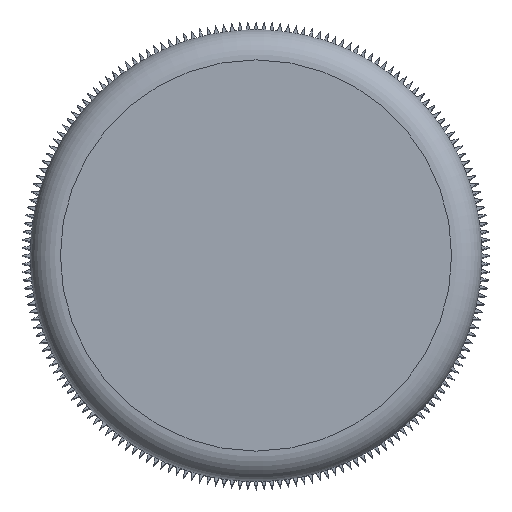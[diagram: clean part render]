
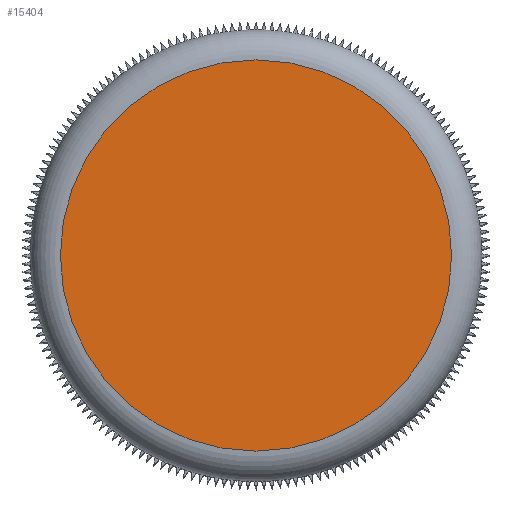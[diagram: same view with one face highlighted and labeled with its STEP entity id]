
A CAD part, top view. The second image highlights one B-rep face of the part: STEP entity #15404.
In plain terms, the highlighted planar face has unit normal (0, 0, 1).
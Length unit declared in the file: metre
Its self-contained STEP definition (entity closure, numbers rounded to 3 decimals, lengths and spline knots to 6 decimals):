
#17=PLANE('',#16686);
#1463=FACE_OUTER_BOUND('',#2371,.T.);
#2371=EDGE_LOOP('',(#11418));
#6171=CIRCLE('',#16687,0.0065);
#7258=VERTEX_POINT('',#25920);
#8886=EDGE_CURVE('',#7258,#7258,#6171,.T.);
#11418=ORIENTED_EDGE('',*,*,#8886,.T.);
#15404=ADVANCED_FACE('',(#1463),#17,.T.);
#16686=AXIS2_PLACEMENT_3D('',#25919,#19223,#19224);
#16687=AXIS2_PLACEMENT_3D('',#25921,#19225,#19226);
#19223=DIRECTION('center_axis',(0.,0.,1.));
#19224=DIRECTION('ref_axis',(1.,0.,0.));
#19225=DIRECTION('center_axis',(0.,0.,1.));
#19226=DIRECTION('ref_axis',(1.,0.,0.));
#25919=CARTESIAN_POINT('Origin',(0.019244,0.027364,
0.0301));
#25920=CARTESIAN_POINT('',(0.012744,0.027364,0.0301));
#25921=CARTESIAN_POINT('Origin',(0.019244,0.027364,
0.0301));
